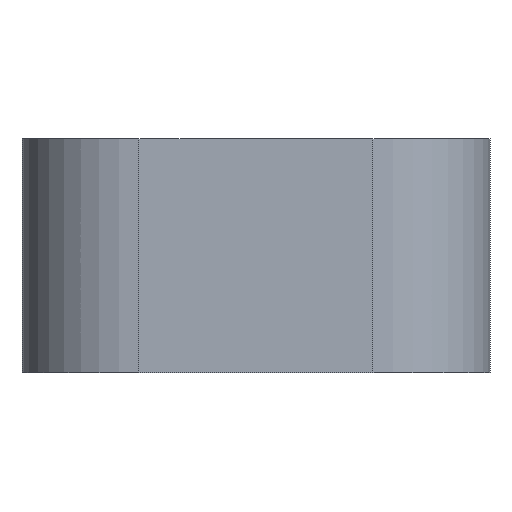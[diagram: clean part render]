
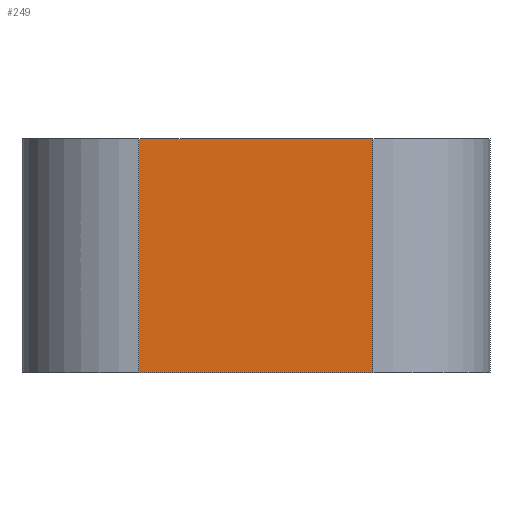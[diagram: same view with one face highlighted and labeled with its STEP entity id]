
A CAD part, front view. The second image highlights one B-rep face of the part: STEP entity #249.
In plain terms, the highlighted planar face has unit normal (0, -1, 0).
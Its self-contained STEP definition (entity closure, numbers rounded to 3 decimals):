
#24 = VERTEX_POINT('',#25);
#25 = CARTESIAN_POINT('',(100.,-67.,4.));
#67 = VERTEX_POINT('',#68);
#68 = CARTESIAN_POINT('',(98.,-67.,4.));
#75 = EDGE_CURVE('',#67,#24,#76,.T.);
#76 = LINE('',#77,#78);
#77 = CARTESIAN_POINT('',(96.,-67.,4.));
#78 = VECTOR('',#79,1.);
#79 = DIRECTION('',(1.,0.,0.));
#81 = EDGE_CURVE('',#24,#82,#84,.T.);
#82 = VERTEX_POINT('',#83);
#83 = CARTESIAN_POINT('',(102.,-67.,4.));
#84 = LINE('',#85,#86);
#85 = CARTESIAN_POINT('',(96.,-67.,4.));
#86 = VECTOR('',#87,1.);
#87 = DIRECTION('',(1.,0.,0.));
#204 = VERTEX_POINT('',#205);
#205 = CARTESIAN_POINT('',(98.,-67.,0.));
#212 = EDGE_CURVE('',#204,#67,#213,.T.);
#213 = LINE('',#214,#215);
#214 = CARTESIAN_POINT('',(98.,-67.,0.));
#215 = VECTOR('',#216,1.);
#216 = DIRECTION('',(0.,0.,1.));
#249 = ADVANCED_FACE('',(#250),#269,.F.);
#250 = FACE_BOUND('',#251,.F.);
#251 = EDGE_LOOP('',(#252,#260,#261,#262,#263));
#252 = ORIENTED_EDGE('',*,*,#253,.F.);
#253 = EDGE_CURVE('',#204,#254,#256,.T.);
#254 = VERTEX_POINT('',#255);
#255 = CARTESIAN_POINT('',(102.,-67.,0.));
#256 = LINE('',#257,#258);
#257 = CARTESIAN_POINT('',(96.,-67.,0.));
#258 = VECTOR('',#259,1.);
#259 = DIRECTION('',(1.,0.,0.));
#260 = ORIENTED_EDGE('',*,*,#212,.T.);
#261 = ORIENTED_EDGE('',*,*,#75,.T.);
#262 = ORIENTED_EDGE('',*,*,#81,.T.);
#263 = ORIENTED_EDGE('',*,*,#264,.F.);
#264 = EDGE_CURVE('',#254,#82,#265,.T.);
#265 = LINE('',#266,#267);
#266 = CARTESIAN_POINT('',(102.,-67.,0.));
#267 = VECTOR('',#268,1.);
#268 = DIRECTION('',(0.,0.,1.));
#269 = PLANE('',#270);
#270 = AXIS2_PLACEMENT_3D('',#271,#272,#273);
#271 = CARTESIAN_POINT('',(96.,-67.,0.));
#272 = DIRECTION('',(0.,1.,0.));
#273 = DIRECTION('',(0.,0.,1.));
